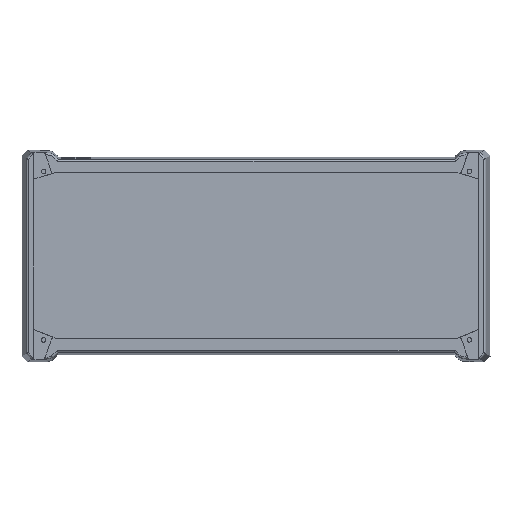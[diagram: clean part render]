
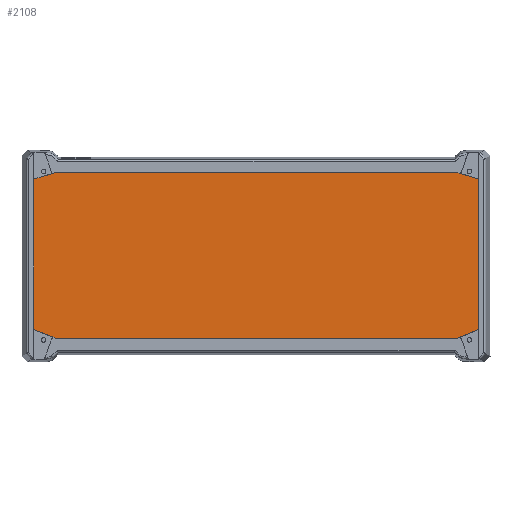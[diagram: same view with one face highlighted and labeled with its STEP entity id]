
A CAD part, top view. The second image highlights one B-rep face of the part: STEP entity #2108.
In plain terms, the highlighted planar face has unit normal (0, 0, 1).
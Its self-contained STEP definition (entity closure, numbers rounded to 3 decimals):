
#104=PLANE('',#2265);
#143=LINE('',#2645,#246);
#147=LINE('',#2652,#250);
#149=LINE('',#2721,#252);
#157=LINE('',#2809,#260);
#158=LINE('',#2811,#261);
#160=LINE('',#2815,#263);
#161=LINE('',#2817,#264);
#162=LINE('',#2819,#265);
#163=LINE('',#2821,#266);
#164=LINE('',#2823,#267);
#165=LINE('',#2825,#268);
#166=LINE('',#2826,#269);
#246=VECTOR('',#2360,10.);
#250=VECTOR('',#2364,10.);
#252=VECTOR('',#2384,10.);
#260=VECTOR('',#2416,10.);
#261=VECTOR('',#2419,10.);
#263=VECTOR('',#2423,10.);
#264=VECTOR('',#2424,10.);
#265=VECTOR('',#2425,10.);
#266=VECTOR('',#2426,10.);
#267=VECTOR('',#2427,10.);
#268=VECTOR('',#2428,10.);
#269=VECTOR('',#2429,10.);
#380=FACE_OUTER_BOUND('',#497,.T.);
#497=EDGE_LOOP('',(#1504,#1505,#1506,#1507,#1508,#1509,#1510,#1511,#1512,
#1513,#1514,#1515,#1516,#1517));
#601=B_SPLINE_CURVE_WITH_KNOTS('',3,(#2595,#2596,#2597,#2598,#2599,#2600),
 .UNSPECIFIED.,.F.,.F.,(4,2,4),(0.283,0.328,0.401),
 .UNSPECIFIED.);
#602=B_SPLINE_CURVE_WITH_KNOTS('',3,(#2635,#2636,#2637,#2638,#2639,#2640),
 .UNSPECIFIED.,.F.,.F.,(4,2,4),(0.,0.073,0.117),
 .UNSPECIFIED.);
#839=VERTEX_POINT('',#2592);
#840=VERTEX_POINT('',#2594);
#851=VERTEX_POINT('',#2633);
#852=VERTEX_POINT('',#2634);
#853=VERTEX_POINT('',#2644);
#856=VERTEX_POINT('',#2650);
#860=VERTEX_POINT('',#2683);
#861=VERTEX_POINT('',#2711);
#873=VERTEX_POINT('',#2814);
#874=VERTEX_POINT('',#2816);
#875=VERTEX_POINT('',#2818);
#876=VERTEX_POINT('',#2820);
#877=VERTEX_POINT('',#2822);
#878=VERTEX_POINT('',#2824);
#1079=EDGE_CURVE('',#839,#840,#601,.F.);
#1096=EDGE_CURVE('',#851,#852,#602,.F.);
#1099=EDGE_CURVE('',#840,#853,#143,.T.);
#1103=EDGE_CURVE('',#856,#851,#147,.T.);
#1113=EDGE_CURVE('',#861,#839,#149,.T.);
#1129=EDGE_CURVE('',#860,#861,#157,.T.);
#1130=EDGE_CURVE('',#852,#860,#158,.T.);
#1132=EDGE_CURVE('',#873,#856,#160,.T.);
#1133=EDGE_CURVE('',#874,#873,#161,.T.);
#1134=EDGE_CURVE('',#875,#874,#162,.T.);
#1135=EDGE_CURVE('',#876,#875,#163,.T.);
#1136=EDGE_CURVE('',#877,#876,#164,.T.);
#1137=EDGE_CURVE('',#878,#877,#165,.T.);
#1138=EDGE_CURVE('',#853,#878,#166,.T.);
#1504=ORIENTED_EDGE('',*,*,#1079,.F.);
#1505=ORIENTED_EDGE('',*,*,#1113,.F.);
#1506=ORIENTED_EDGE('',*,*,#1129,.F.);
#1507=ORIENTED_EDGE('',*,*,#1130,.F.);
#1508=ORIENTED_EDGE('',*,*,#1096,.F.);
#1509=ORIENTED_EDGE('',*,*,#1103,.F.);
#1510=ORIENTED_EDGE('',*,*,#1132,.F.);
#1511=ORIENTED_EDGE('',*,*,#1133,.F.);
#1512=ORIENTED_EDGE('',*,*,#1134,.F.);
#1513=ORIENTED_EDGE('',*,*,#1135,.F.);
#1514=ORIENTED_EDGE('',*,*,#1136,.F.);
#1515=ORIENTED_EDGE('',*,*,#1137,.F.);
#1516=ORIENTED_EDGE('',*,*,#1138,.F.);
#1517=ORIENTED_EDGE('',*,*,#1099,.F.);
#2108=ADVANCED_FACE('',(#380),#104,.F.);
#2265=AXIS2_PLACEMENT_3D('',#2813,#2421,#2422);
#2360=DIRECTION('',(1.,0.,0.));
#2364=DIRECTION('',(1.,0.,0.));
#2384=DIRECTION('',(0.,-1.,0.));
#2416=DIRECTION('',(1.,0.,0.));
#2419=DIRECTION('',(0.,1.,0.));
#2421=DIRECTION('center_axis',(0.,0.,-1.));
#2422=DIRECTION('ref_axis',(-1.,0.,0.));
#2423=DIRECTION('',(0.957,0.291,0.));
#2424=DIRECTION('',(0.,1.,0.));
#2425=DIRECTION('',(-0.927,0.375,0.));
#2426=DIRECTION('',(-1.,0.,0.));
#2427=DIRECTION('',(-0.926,-0.378,0.));
#2428=DIRECTION('',(0.,-1.,0.));
#2429=DIRECTION('',(0.956,-0.293,0.));
#2592=CARTESIAN_POINT('',(25.141,4.004,3.));
#2594=CARTESIAN_POINT('',(26.259,3.504,3.));
#2595=CARTESIAN_POINT('Ctrl Pts',(26.259,3.504,3.));
#2596=CARTESIAN_POINT('Ctrl Pts',(26.111,3.504,3.));
#2597=CARTESIAN_POINT('Ctrl Pts',(25.939,3.547,3.));
#2598=CARTESIAN_POINT('Ctrl Pts',(25.579,3.697,3.));
#2599=CARTESIAN_POINT('Ctrl Pts',(25.339,3.863,3.));
#2600=CARTESIAN_POINT('Ctrl Pts',(25.141,4.004,3.));
#2633=CARTESIAN_POINT('',(12.023,3.504,3.));
#2634=CARTESIAN_POINT('',(13.141,4.004,3.));
#2635=CARTESIAN_POINT('Ctrl Pts',(13.141,4.004,3.));
#2636=CARTESIAN_POINT('Ctrl Pts',(12.943,3.863,3.));
#2637=CARTESIAN_POINT('Ctrl Pts',(12.703,3.697,3.));
#2638=CARTESIAN_POINT('Ctrl Pts',(12.343,3.547,3.));
#2639=CARTESIAN_POINT('Ctrl Pts',(12.171,3.504,3.));
#2640=CARTESIAN_POINT('Ctrl Pts',(12.023,3.504,3.));
#2644=CARTESIAN_POINT('',(219.936,3.504,3.));
#2645=CARTESIAN_POINT('',(61.474,3.504,3.));
#2650=CARTESIAN_POINT('',(8.68,3.504,3.));
#2652=CARTESIAN_POINT('',(61.474,3.504,3.));
#2683=CARTESIAN_POINT('',(13.141,10.747,3.));
#2711=CARTESIAN_POINT('',(25.141,10.747,3.));
#2721=CARTESIAN_POINT('',(25.141,-18.066,3.));
#2809=CARTESIAN_POINT('',(167.597,10.747,3.));
#2811=CARTESIAN_POINT('',(13.141,-18.066,3.));
#2813=CARTESIAN_POINT('Origin',(114.268,-40.231,3.));
#2814=CARTESIAN_POINT('',(-3.077,-0.068,3.));
#2815=CARTESIAN_POINT('',(45.052,14.554,3.));
#2816=CARTESIAN_POINT('',(-3.077,-79.443,3.));
#2817=CARTESIAN_POINT('',(-3.077,-59.837,3.));
#2818=CARTESIAN_POINT('',(8.68,-84.206,3.));
#2819=CARTESIAN_POINT('',(46.38,-99.478,3.));
#2820=CARTESIAN_POINT('',(219.936,-84.206,3.));
#2821=CARTESIAN_POINT('',(167.102,-84.206,3.));
#2822=CARTESIAN_POINT('',(231.609,-79.443,3.));
#2823=CARTESIAN_POINT('',(188.168,-97.167,3.));
#2824=CARTESIAN_POINT('',(231.609,-0.068,3.));
#2825=CARTESIAN_POINT('',(231.609,-20.15,3.));
#2826=CARTESIAN_POINT('',(177.744,16.414,3.));
